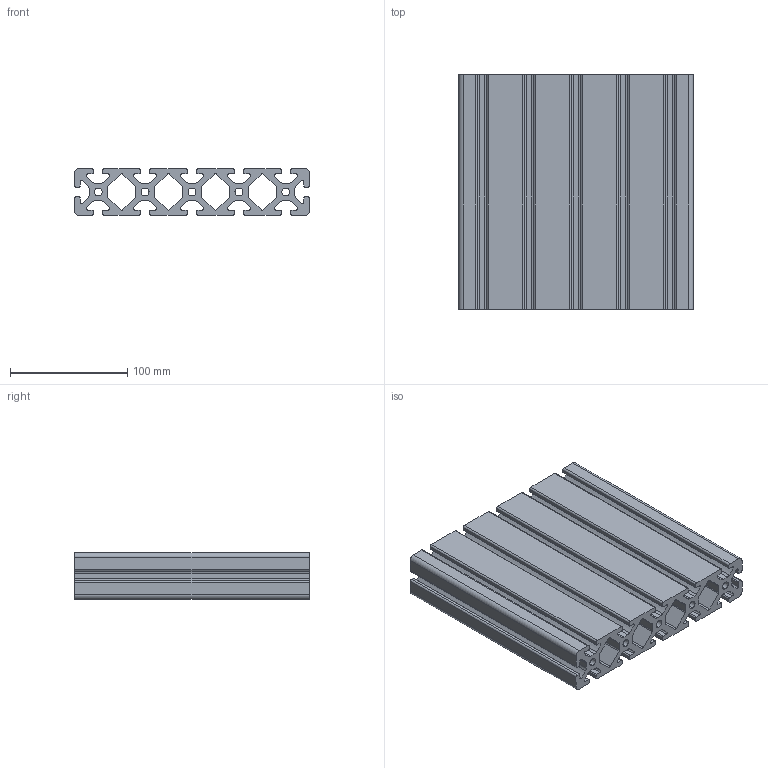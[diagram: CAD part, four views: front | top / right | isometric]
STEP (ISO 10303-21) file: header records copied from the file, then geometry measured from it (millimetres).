
FILE_DESCRIPTION (( 'STEP AP203' ), '1' );
FILE_NAME ('281299400_c_1.STEP', '2022-10-27T14:43:11', ( '' ), ( '' ), 'SwSTEP 2.0', 'SolidWorks 2014', '' );
FILE_SCHEMA (( 'CONFIG_CONTROL_DESIGN' ));
Length unit declared in the file: millimetre
Products named in the file (1): 281299400_c_1
Bounding box: 200 x 200 x 40 mm (x, y, z)
Volume: 790182.4 mm3; surface area: 281740.7 mm2
Topology: 1 solids, 1 shells, 266 faces, 792 edges, 528 vertices
Faces by surface type: cylinder 164, plane 102
Entity records: 9177 total; most frequent: DIRECTION 1654, CARTESIAN_POINT 1587, ORIENTED_EDGE 1584, EDGE_CURVE 792, AXIS2_PLACEMENT_3D 595, VERTEX_POINT 528, VECTOR 464, LINE 464
